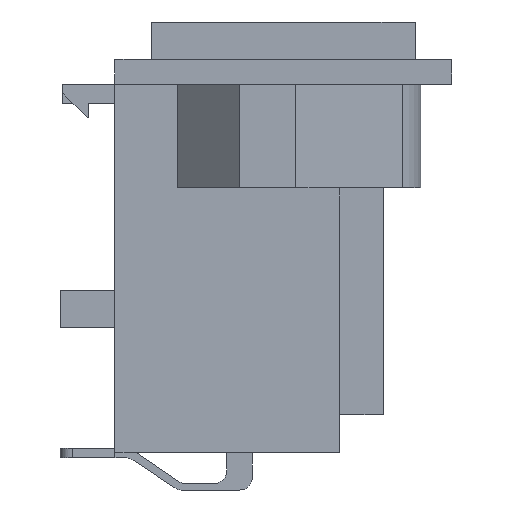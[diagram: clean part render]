
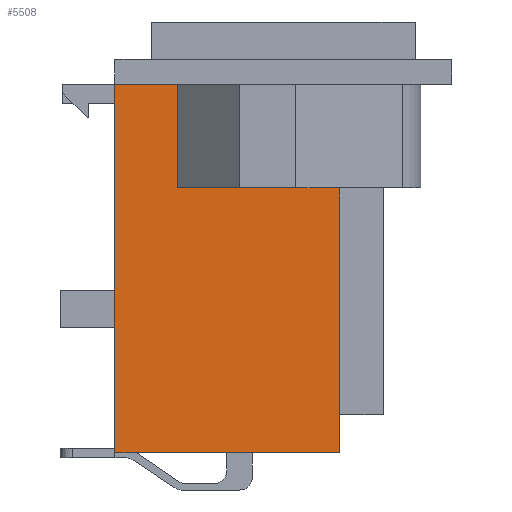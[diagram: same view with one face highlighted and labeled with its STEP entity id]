
A CAD part, front view. The second image highlights one B-rep face of the part: STEP entity #5508.
In plain terms, the highlighted planar face has unit normal (0, -1, 0).
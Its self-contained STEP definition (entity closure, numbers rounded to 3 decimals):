
#30 = DIRECTION ( 'NONE',  ( 0., 1., 0. ) ) ;
#61 = VERTEX_POINT ( 'NONE', #1886 ) ;
#74 = CARTESIAN_POINT ( 'NONE',  ( 34.718, 6.115, 0. ) ) ;
#102 = EDGE_CURVE ( 'NONE', #2728, #3338, #653, .T. ) ;
#173 = EDGE_CURVE ( 'NONE', #5074, #61, #5669, .T. ) ;
#384 = EDGE_CURVE ( 'NONE', #3331, #4345, #3750, .T. ) ;
#495 = CARTESIAN_POINT ( 'NONE',  ( 25.672, 6.115, 29.5 ) ) ;
#508 = CARTESIAN_POINT ( 'NONE',  ( 21.718, 6.115, 29.5 ) ) ;
#653 = LINE ( 'NONE', #3172, #2857 ) ;
#984 = DIRECTION ( 'NONE',  ( 1., 0., 0. ) ) ;
#1019 = LINE ( 'NONE', #1864, #3345 ) ;
#1040 = LINE ( 'NONE', #5425, #2046 ) ;
#1228 = ORIENTED_EDGE ( 'NONE', *, *, #102, .F. ) ;
#1615 = EDGE_CURVE ( 'NONE', #61, #4345, #1040, .T. ) ;
#1665 = VECTOR ( 'NONE', #3142, 1000. ) ;
#1721 = CARTESIAN_POINT ( 'NONE',  ( 16.718, 6.115, 0. ) ) ;
#1836 = EDGE_CURVE ( 'NONE', #3331, #3338, #1847, .T. ) ;
#1847 = LINE ( 'NONE', #74, #4068 ) ;
#1864 = CARTESIAN_POINT ( 'NONE',  ( 21.718, 6.115, 34.502 ) ) ;
#1886 = CARTESIAN_POINT ( 'NONE',  ( 16.718, 6.115, 29.5 ) ) ;
#2046 = VECTOR ( 'NONE', #4221, 1000. ) ;
#2185 = CARTESIAN_POINT ( 'NONE',  ( 0., 6.115, 0. ) ) ;
#2316 = CARTESIAN_POINT ( 'NONE',  ( 34.718, 6.115, 0. ) ) ;
#2337 = CARTESIAN_POINT ( 'NONE',  ( 34.718, 6.115, 21.2 ) ) ;
#2370 = ORIENTED_EDGE ( 'NONE', *, *, #1836, .T. ) ;
#2638 = DIRECTION ( 'NONE',  ( 0., 0., -1. ) ) ;
#2728 = VERTEX_POINT ( 'NONE', #5322 ) ;
#2857 = VECTOR ( 'NONE', #984, 1000. ) ;
#3127 = DIRECTION ( 'NONE',  ( -1., 0., 0. ) ) ;
#3142 = DIRECTION ( 'NONE',  ( -1., 0., 0. ) ) ;
#3172 = CARTESIAN_POINT ( 'NONE',  ( -9.282, 6.115, 21.2 ) ) ;
#3331 = VERTEX_POINT ( 'NONE', #2316 ) ;
#3338 = VERTEX_POINT ( 'NONE', #2337 ) ;
#3345 = VECTOR ( 'NONE', #2638, 1000. ) ;
#3402 = ORIENTED_EDGE ( 'NONE', *, *, #4551, .F. ) ;
#3438 = EDGE_LOOP ( 'NONE', ( #1228, #3402, #4025, #5503, #5195, #2370 ) ) ;
#3619 = DIRECTION ( 'NONE',  ( 0., 0., 1. ) ) ;
#3750 = LINE ( 'NONE', #2185, #4768 ) ;
#4025 = ORIENTED_EDGE ( 'NONE', *, *, #173, .T. ) ;
#4068 = VECTOR ( 'NONE', #3619, 1000. ) ;
#4128 = AXIS2_PLACEMENT_3D ( 'NONE', #5326, #30, #3127 ) ;
#4221 = DIRECTION ( 'NONE',  ( 0., 0., -1. ) ) ;
#4345 = VERTEX_POINT ( 'NONE', #1721 ) ;
#4551 = EDGE_CURVE ( 'NONE', #5074, #2728, #1019, .T. ) ;
#4768 = VECTOR ( 'NONE', #4840, 1000. ) ;
#4819 = FACE_OUTER_BOUND ( 'NONE', #3438, .T. ) ;
#4840 = DIRECTION ( 'NONE',  ( -1., 0., 0. ) ) ;
#4882 = PLANE ( 'NONE',  #4128 ) ;
#5074 = VERTEX_POINT ( 'NONE', #508 ) ;
#5195 = ORIENTED_EDGE ( 'NONE', *, *, #384, .F. ) ;
#5322 = CARTESIAN_POINT ( 'NONE',  ( 21.718, 6.115, 21.2 ) ) ;
#5326 = CARTESIAN_POINT ( 'NONE',  ( -9.282, 6.115, 21.2 ) ) ;
#5425 = CARTESIAN_POINT ( 'NONE',  ( 16.718, 6.115, 34.502 ) ) ;
#5503 = ORIENTED_EDGE ( 'NONE', *, *, #1615, .T. ) ;
#5508 = ADVANCED_FACE ( 'NONE', ( #4819 ), #4882, .F. ) ;
#5669 = LINE ( 'NONE', #495, #1665 ) ;
